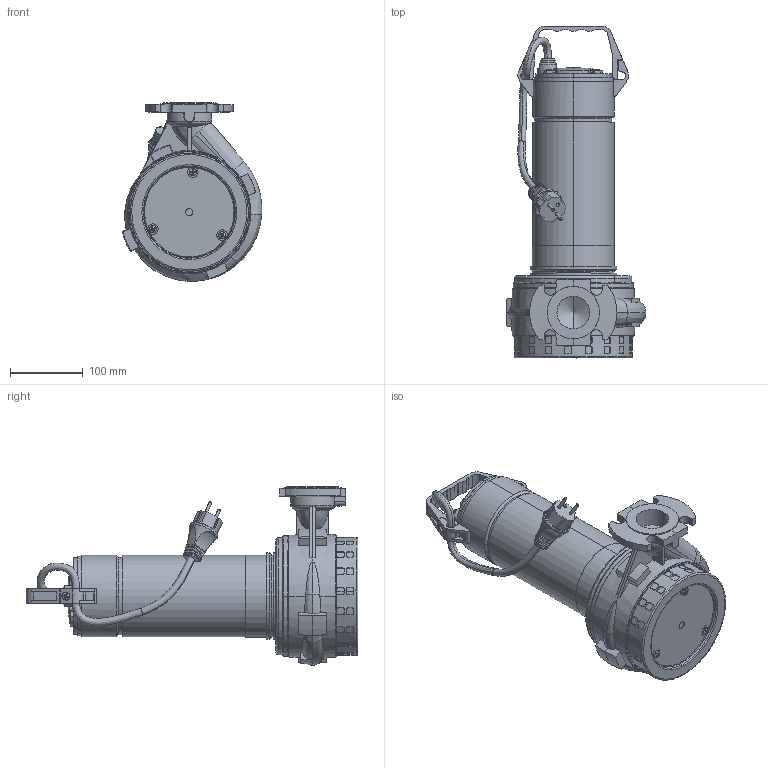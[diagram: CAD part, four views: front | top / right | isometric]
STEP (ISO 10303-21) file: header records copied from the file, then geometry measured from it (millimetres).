
FILE_DESCRIPTION (( 'STEP AP214' ), '1' );
FILE_NAME ('4_93_581_07_REV00.step', '2021-09-13T06:58:17', ( '' ), ( '' ), 'SwSTEP 2.0', 'SolidWorks 2020', '' );
FILE_SCHEMA (( 'AUTOMOTIVE_DESIGN' ));
Length unit declared in the file: millimetre
Products named in the file (15): Copia di 4_92_127-L22_semplificato^4_93_581_07_REV00; Copia di Spina CEE 7-7 schuko^4_93_581_07_REV00; Copia di 3_92_152-11_5_semplificato^4_93_581_07_REV00; Copia di 4_92_125_semplificato^4_93_581_07_REV00; Copia di 3_65_405_semplificato^4_93_581_07_REV00; Copia di M6x35_UNI_5933_ingombro^4_93_581_07_REV00; Copia di 4_93_581_09_REV00^4_93_581_07_REV00; Copia di 3_92_128_semplificato^4_93_581_07_REV00_Cavo singolo; Copia di 3_92_151_semplificato^4_93_581_07_REV00; Copia di 1_65_107_REV00_semplificato^4_93_581_07_REV00; 3_92_153_L285_SEMPLIFICATO; Copia di 3_65_404_semplificato^4_93_581_07_REV00; Copia di Vite_TCB+_M5x10_UNI_7687_semplificato^4_93_581_07_REV00; 4_93_581_07_REV00; Copia di 3_65_417_semplificato^4_93_581_07_REV00
Assembly tree (25 placements, depth 2):
  4_93_581_07_REV00
    Copia di 4_93_581_09_REV00^4_93_581_07_REV00
    Copia di 3_65_417_semplificato^4_93_581_07_REV00
    Copia di 3_65_405_semplificato^4_93_581_07_REV00
    3_92_153_L285_SEMPLIFICATO
    Copia di M6x35_UNI_5933_ingombro^4_93_581_07_REV00  x4
    Copia di 3_92_128_semplificato^4_93_581_07_REV00_Cavo singolo
    Copia di 4_92_125_semplificato^4_93_581_07_REV00  x4
    Copia di 4_92_127-L22_semplificato^4_93_581_07_REV00
    Copia di 3_92_151_semplificato^4_93_581_07_REV00
    Copia di 3_92_152-11_5_semplificato^4_93_581_07_REV00  x2
    Copia di Spina CEE 7-7 schuko^4_93_581_07_REV00
    Copia di Vite_TCB+_M5x10_UNI_7687_semplificato^4_93_581_07_REV00  x5
    Copia di 1_65_107_REV00_semplificato^4_93_581_07_REV00
    Copia di 3_65_404_semplificato^4_93_581_07_REV00
Bounding box: 191.49 x 455.2 x 244.75 mm (x, y, z)
Volume: 5534349.2 mm3; surface area: 515777.4 mm2
Topology: 27 solids, 27 shells, 1531 faces, 4004 edges, 2604 vertices
Faces by surface type: plane 772, cylinder 485, cone 156, bspline 64, torus 30, sphere 24
Entity records: 65897 total; most frequent: CARTESIAN_POINT 35595, ORIENTED_EDGE 6476, DIRECTION 5807, EDGE_CURVE 3238, VERTEX_POINT 2130, AXIS2_PLACEMENT_3D 2099, LINE 1609, VECTOR 1609
